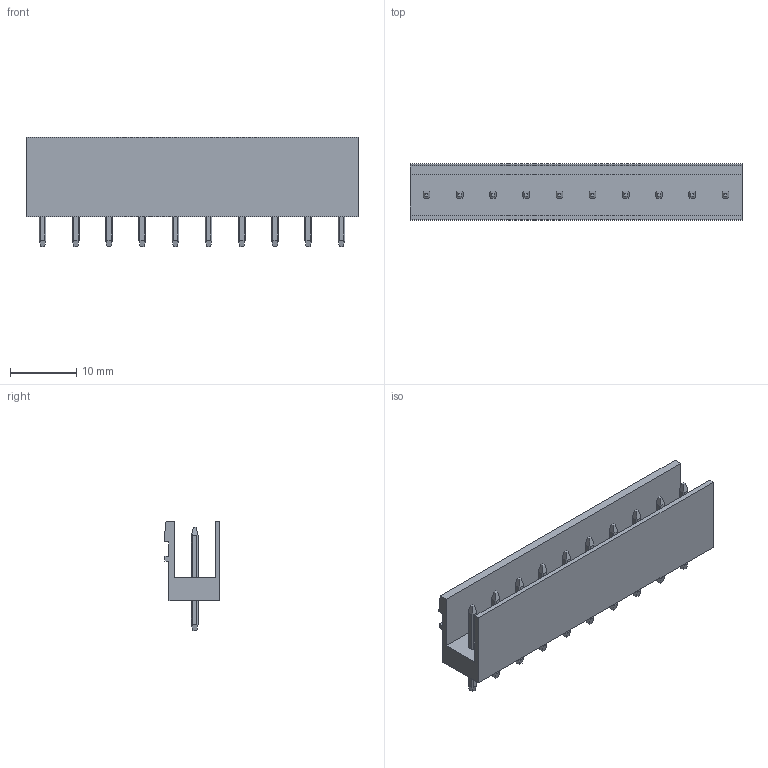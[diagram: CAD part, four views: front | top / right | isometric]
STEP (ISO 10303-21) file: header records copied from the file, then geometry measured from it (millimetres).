
FILE_DESCRIPTION(('CATIA V5 STEP Exchange','CAx-IF Rec.Pracs.--- Model Styling and Organization---1.4--- 2014-01-23'),'2;1');
FILE_NAME ('D1487398_0_1626470000_1626470000.stp','2021-05-17T12:57:05+00:00',('none'),('Weidmueller'),'CATIA Version 5-6 Release 2016 SP3 HF44','CATIA V5 STEP AP214','none');
FILE_SCHEMA(('AUTOMOTIVE_DESIGN { 1 0 10303 214 1 1 1 1 }'));
Length unit declared in the file: millimetre
Products named in the file (1): 1626470000
Bounding box: 50 x 8.43 x 16.5 mm (x, y, z)
Volume: 2213.4 mm3; surface area: 3685.9 mm2
Topology: 11 solids, 11 shells, 279 faces, 831 edges, 574 vertices
Faces by surface type: plane 197, cylinder 82
Entity records: 9707 total; most frequent: CARTESIAN_POINT 2276, ORIENTED_EDGE 1662, DIRECTION 1149, EDGE_CURVE 831, VECTOR 587, LINE 587, VERTEX_POINT 574, AXIS2_PLACEMENT_3D 323
